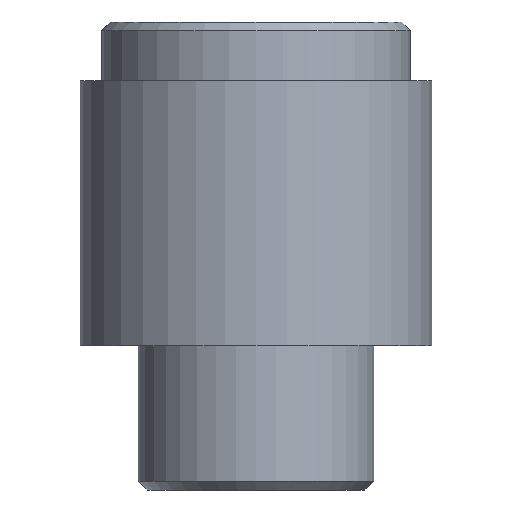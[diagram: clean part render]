
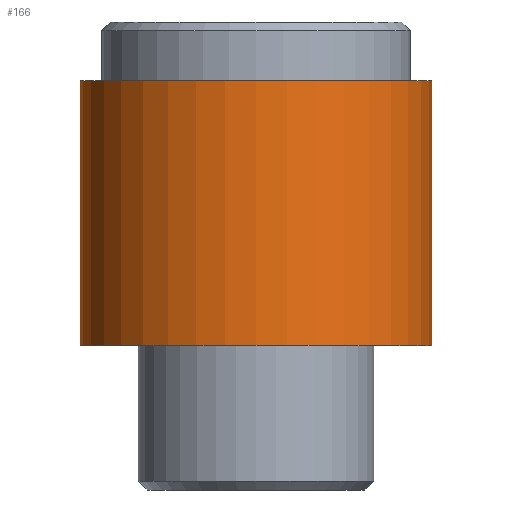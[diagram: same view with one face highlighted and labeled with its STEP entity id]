
A CAD part, front view. The second image highlights one B-rep face of the part: STEP entity #166.
In plain terms, the highlighted cylindrical face has radius 5.975 mm (diameter 11.95 mm), a full revolution.
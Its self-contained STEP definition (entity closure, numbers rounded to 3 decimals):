
#29=CYLINDRICAL_SURFACE('',#203,5.975);
#40=FACE_OUTER_BOUND('',#56,.T.);
#56=EDGE_LOOP('',(#148,#149,#150,#151));
#65=LINE('',#305,#72);
#72=VECTOR('',#260,5.975);
#83=CIRCLE('',#202,5.975);
#84=CIRCLE('',#204,5.975);
#95=VERTEX_POINT('',#300);
#96=VERTEX_POINT('',#303);
#113=EDGE_CURVE('',#95,#95,#83,.T.);
#114=EDGE_CURVE('',#96,#96,#84,.T.);
#115=EDGE_CURVE('',#96,#95,#65,.T.);
#148=ORIENTED_EDGE('',*,*,#114,.F.);
#149=ORIENTED_EDGE('',*,*,#115,.T.);
#150=ORIENTED_EDGE('',*,*,#113,.T.);
#151=ORIENTED_EDGE('',*,*,#115,.F.);
#166=ADVANCED_FACE('',(#40),#29,.T.);
#202=AXIS2_PLACEMENT_3D('',#301,#254,#255);
#203=AXIS2_PLACEMENT_3D('',#302,#256,#257);
#204=AXIS2_PLACEMENT_3D('',#304,#258,#259);
#254=DIRECTION('center_axis',(0.,0.,1.));
#255=DIRECTION('ref_axis',(1.,0.,0.));
#256=DIRECTION('center_axis',(0.,0.,1.));
#257=DIRECTION('ref_axis',(1.,0.,0.));
#258=DIRECTION('center_axis',(0.,0.,1.));
#259=DIRECTION('ref_axis',(1.,0.,0.));
#260=DIRECTION('',(0.,0.,-1.));
#300=CARTESIAN_POINT('',(-5.975,0.,4.9));
#301=CARTESIAN_POINT('Origin',(0.,0.,4.9));
#302=CARTESIAN_POINT('Origin',(0.,0.,4.9));
#303=CARTESIAN_POINT('',(-5.975,0.,13.9));
#304=CARTESIAN_POINT('Origin',(0.,0.,13.9));
#305=CARTESIAN_POINT('',(-5.975,0.,4.9));
